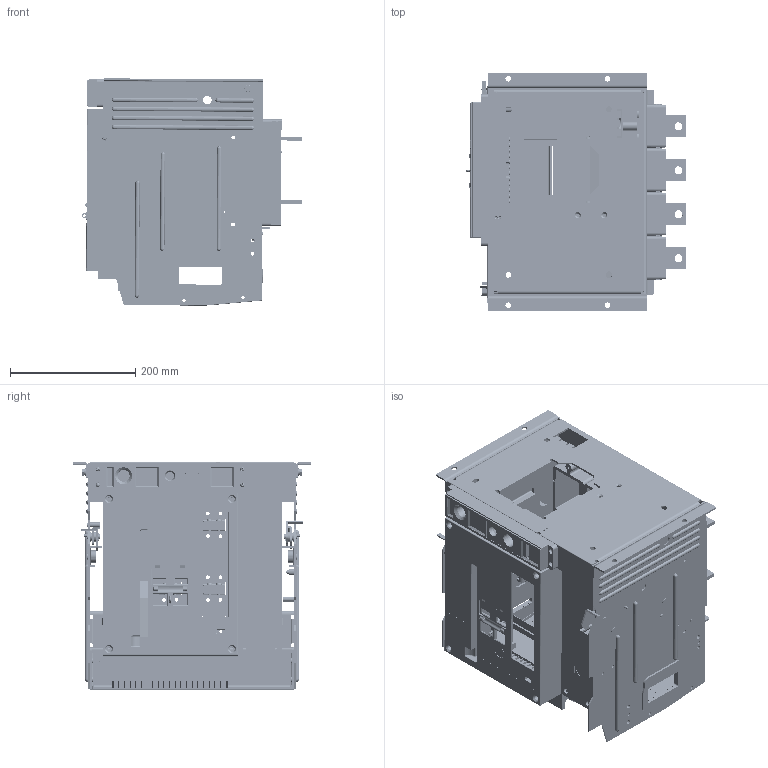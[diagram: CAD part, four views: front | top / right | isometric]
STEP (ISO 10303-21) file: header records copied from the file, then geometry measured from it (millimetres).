
FILE_DESCRIPTION((''),'2;1');
FILE_NAME('NA1-1000-800A-1000A-4-CHOUTI','2020-05-06T10:31:44',('fansz'),(''),'CREO PARAMETRIC BY PTC INC, 2018020','CREO PARAMETRIC BY PTC INC, 2018020','');
FILE_SCHEMA(('CONFIG_CONTROL_DESIGN'));
Products named in the file (1): NA1-1000-800A-1000A-4-CHOUTI
Bounding box: 351.16 x 379 x 362.21 mm (x, y, z)
Volume: 3761945 mm3; surface area: 2147372.6 mm2
Topology: 1 solids, 60 shells, 8339 faces, 23917 edges, 15681 vertices
Faces by surface type: plane 5290, cylinder 2535, cone 229, bspline 148, sphere 95, torus 25, extrusion 17
Entity records: 279416 total; most frequent: CARTESIAN_POINT 56803, ORIENTED_EDGE 47568, DIRECTION 45408, EDGE_CURVE 23784, VECTOR 16422, LINE 16405, VERTEX_POINT 15681, AXIS2_PLACEMENT_3D 14493
